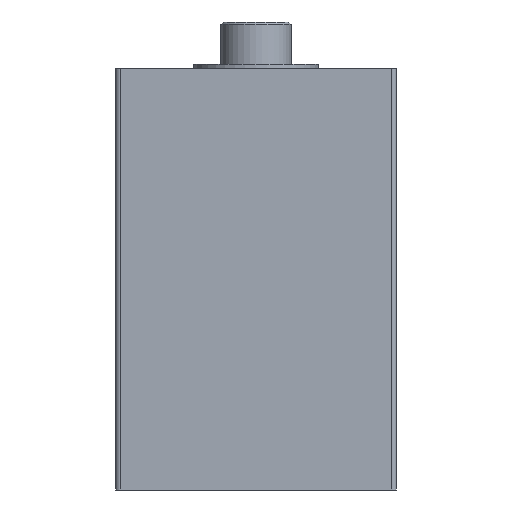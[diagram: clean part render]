
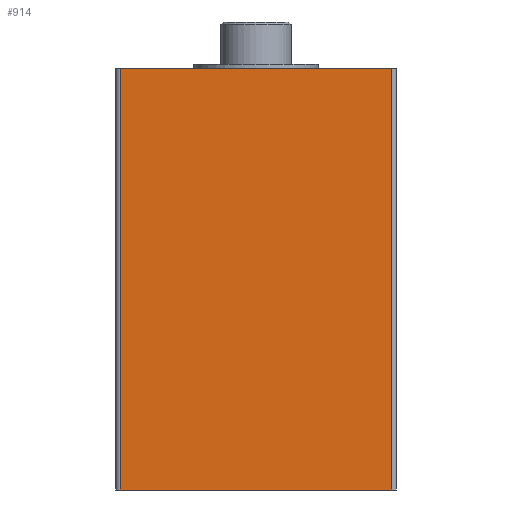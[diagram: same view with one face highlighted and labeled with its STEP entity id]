
A CAD part, front view. The second image highlights one B-rep face of the part: STEP entity #914.
In plain terms, the highlighted planar face has unit normal (0, -1, 0).
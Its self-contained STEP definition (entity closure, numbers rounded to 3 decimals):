
#33=PLANE('',#1003);
#61=LINE('',#1464,#119);
#62=LINE('',#1466,#120);
#63=LINE('',#1468,#121);
#64=LINE('',#1470,#122);
#119=VECTOR('',#1146,1000.);
#120=VECTOR('',#1149,1000.);
#121=VECTOR('',#1150,1000.);
#122=VECTOR('',#1151,1000.);
#184=ORIENTED_EDGE('',*,*,#434,.F.);
#185=ORIENTED_EDGE('',*,*,#433,.F.);
#186=ORIENTED_EDGE('',*,*,#435,.T.);
#187=ORIENTED_EDGE('',*,*,#436,.T.);
#433=EDGE_CURVE('',#557,#556,#61,.T.);
#434=EDGE_CURVE('',#556,#558,#62,.T.);
#435=EDGE_CURVE('',#557,#559,#63,.T.);
#436=EDGE_CURVE('',#559,#558,#64,.T.);
#556=VERTEX_POINT('',#1461);
#557=VERTEX_POINT('',#1463);
#558=VERTEX_POINT('',#1467);
#559=VERTEX_POINT('',#1469);
#713=EDGE_LOOP('',(#184,#185,#186,#187));
#797=FACE_BOUND('',#713,.T.);
#914=ADVANCED_FACE('',(#797),#33,.T.);
#1003=AXIS2_PLACEMENT_3D('',#1465,#1147,#1148);
#1146=DIRECTION('',(0.,0.,1.));
#1147=DIRECTION('',(0.,-1.,0.));
#1148=DIRECTION('',(0.,0.,-1.));
#1149=DIRECTION('',(1.,0.,0.));
#1150=DIRECTION('',(1.,0.,0.));
#1151=DIRECTION('',(0.,0.,1.));
#1461=CARTESIAN_POINT('',(-11.6,-12.,0.));
#1463=CARTESIAN_POINT('',(-11.6,-12.,-36.));
#1464=CARTESIAN_POINT('',(-11.6,-12.,-36.));
#1465=CARTESIAN_POINT('',(-11.6,-12.,-36.));
#1466=CARTESIAN_POINT('',(-11.6,-12.,0.));
#1467=CARTESIAN_POINT('',(11.6,-12.,0.));
#1468=CARTESIAN_POINT('',(-11.6,-12.,-36.));
#1469=CARTESIAN_POINT('',(11.6,-12.,-36.));
#1470=CARTESIAN_POINT('',(11.6,-12.,-36.));
